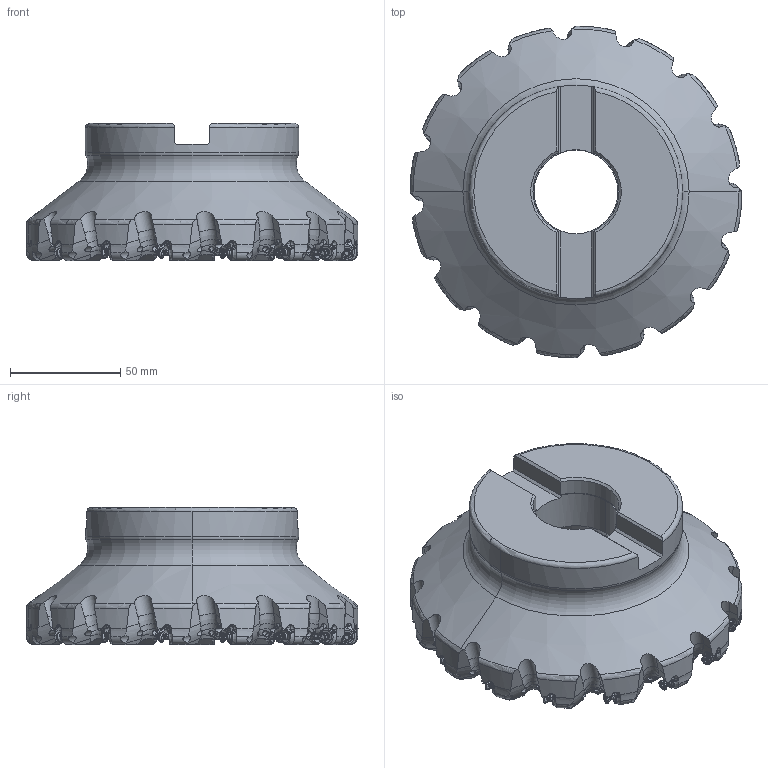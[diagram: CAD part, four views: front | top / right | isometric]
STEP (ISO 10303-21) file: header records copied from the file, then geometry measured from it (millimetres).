
FILE_DESCRIPTION(/* description */ (''),/* implementation_level */ '2;1');
FILE_NAME(/* name */ 'WWX200UR6_0016EA.stp',/* time_stamp */ '2022-11-25T16:42:40+09:00',/* author */ (''),/* organization */ (''),/* preprocessor_version */ 'ST-DEVELOPER v16',/* originating_system */ 'SIEMENS PLM Software NX 10.0',/* authorisation */ '');
FILE_SCHEMA (('AUTOMOTIVE_DESIGN { 1 0 10303 214 3 1 1 1 }'));
Products named in the file (1): WWX200UR6_0016EA_ASM
Bounding box: 150.79 x 150.79 x 62.31 mm (x, y, z)
Volume: 566181.3 mm3; surface area: 70073.5 mm2
Topology: 17 solids, 17 shells, 1916 faces, 5631 edges, 3640 vertices
Faces by surface type: cylinder 668, plane 468, bspline 240, sphere 224, cone 124, torus 96, extrusion 96
Entity records: 121346 total; most frequent: CARTESIAN_POINT 74367, ORIENTED_EDGE 11006, DIRECTION 8218, EDGE_CURVE 5503, VERTEX_POINT 3621, AXIS2_PLACEMENT_3D 3459, B_SPLINE_CURVE_WITH_KNOTS 2588, EDGE_LOOP 1982
